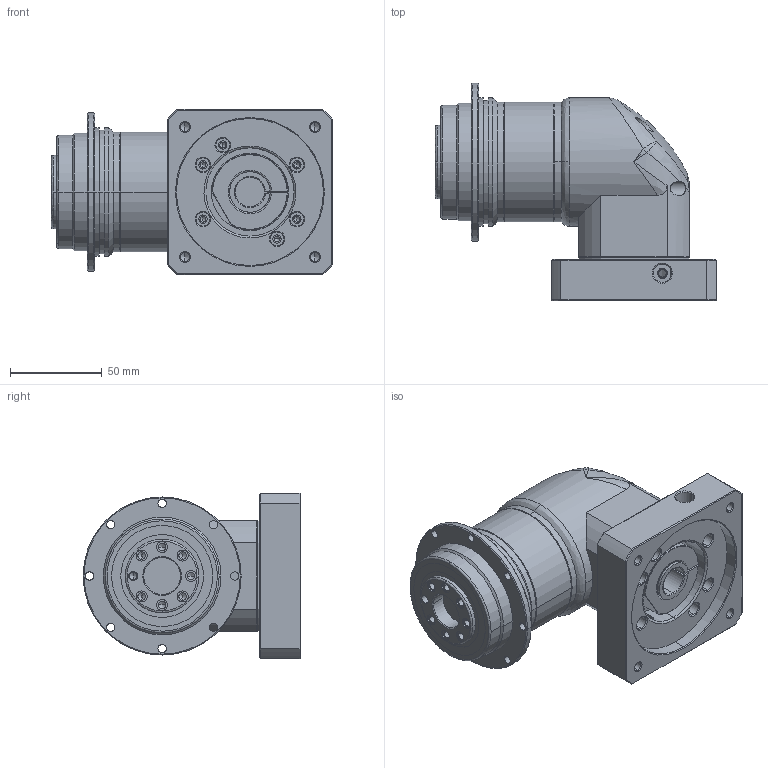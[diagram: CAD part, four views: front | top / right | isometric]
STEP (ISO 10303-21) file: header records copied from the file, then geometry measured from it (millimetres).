
FILE_DESCRIPTION (( 'STEP AP214' ), '1' );
FILE_NAME ('SDL064-L2-16-80-100M6.STEP', '2022-02-25T00:31:21', ( 'admin' ), ( '' ), 'SwSTEP 2.0', 'SolidWorks 2013', '' );
FILE_SCHEMA (( 'AUTOMOTIVE_DESIGN' ));
Length unit declared in the file: millimetre
Products named in the file (7): SDL064-L2-16-80-100M6; SD064; 19_X2_8F6C_X0_16_X2_5957_X0_; SDL060_X2_8F9351658F7495017D2773AF_X0_-19; SDL060-80-100M6; SDL060_X2_94DD58F3_X0_-19; PB060_X2_4E007EA79F7F5708_X0_
Assembly tree (6 placements, depth 2):
  SDL064-L2-16-80-100M6
    PB060_X2_4E007EA79F7F5708_X0_
    SDL060_X2_94DD58F3_X0_-19
    SDL060-80-100M6
    SDL060_X2_8F9351658F7495017D2773AF_X0_-19
    19_X2_8F6C_X0_16_X2_5957_X0_
    SD064
Bounding box: 153 x 118.5 x 90 mm (x, y, z)
Volume: 615385.9 mm3; surface area: 119878.2 mm2
Topology: 12 solids, 12 shells, 540 faces, 1343 edges, 817 vertices
Faces by surface type: cylinder 255, cone 139, plane 107, bspline 37, torus 2
Entity records: 24973 total; most frequent: CARTESIAN_POINT 5994, DIRECTION 2780, ORIENTED_EDGE 2542, EDGE_CURVE 1271, AXIS2_PLACEMENT_3D 1152, VERTEX_POINT 817, EDGE_LOOP 670, CIRCLE 640
